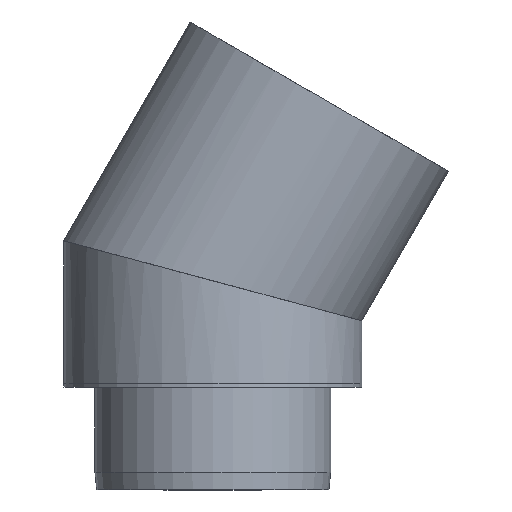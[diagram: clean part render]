
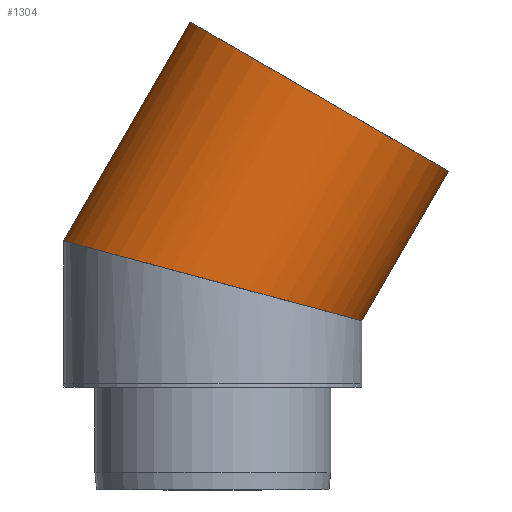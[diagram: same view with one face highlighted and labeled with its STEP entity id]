
A CAD part, front view. The second image highlights one B-rep face of the part: STEP entity #1304.
In plain terms, the highlighted cylindrical face has radius 841.5 mm (diameter 1683 mm), a full revolution.
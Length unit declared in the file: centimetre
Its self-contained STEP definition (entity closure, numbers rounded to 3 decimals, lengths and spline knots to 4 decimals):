
#54=ELLIPSE('',#1748,87.1185,84.15);
#118=CYLINDRICAL_SURFACE('',#1752,84.15);
#204=FACE_OUTER_BOUND('',#311,.T.);
#311=EDGE_LOOP('',(#942,#943,#944,#945));
#446=VERTEX_POINT('',#2650);
#449=VERTEX_POINT('',#2659);
#624=EDGE_CURVE('',#446,#446,#54,.T.);
#628=EDGE_CURVE('',#446,#449,#1556,.T.);
#629=EDGE_CURVE('',#449,#449,#1440,.T.);
#942=ORIENTED_EDGE('',*,*,#624,.F.);
#943=ORIENTED_EDGE('',*,*,#628,.T.);
#944=ORIENTED_EDGE('',*,*,#629,.F.);
#945=ORIENTED_EDGE('',*,*,#628,.F.);
#1304=ADVANCED_FACE('',(#204),#118,.T.);
#1440=CIRCLE('',#1753,84.15);
#1556=LINE('',#2660,#1611);
#1611=VECTOR('',#2136,84.15);
#1748=AXIS2_PLACEMENT_3D('',#2651,#2125,#2126);
#1752=AXIS2_PLACEMENT_3D('',#2658,#2134,#2135);
#1753=AXIS2_PLACEMENT_3D('',#2661,#2137,#2138);
#2125=DIRECTION('center_axis',(-0.259,0.,
-0.966));
#2126=DIRECTION('ref_axis',(-0.966,0.,0.259));
#2134=DIRECTION('center_axis',(0.5,0.,0.866));
#2135=DIRECTION('ref_axis',(-0.866,0.,0.5));
#2136=DIRECTION('',(0.5,0.,0.866));
#2137=DIRECTION('center_axis',(0.5,0.,0.866));
#2138=DIRECTION('ref_axis',(-0.866,0.,0.5));
#2650=CARTESIAN_POINT('',(84.15,0.,95.4521));
#2651=CARTESIAN_POINT('Origin',(0.,0.,
118.));
#2658=CARTESIAN_POINT('Origin',(-22.8162,0.,78.4812));
#2659=CARTESIAN_POINT('',(132.876,0.,179.848));
#2660=CARTESIAN_POINT('',(50.0598,0.,36.4062));
#2661=CARTESIAN_POINT('Origin',(60.,0.,221.923));
